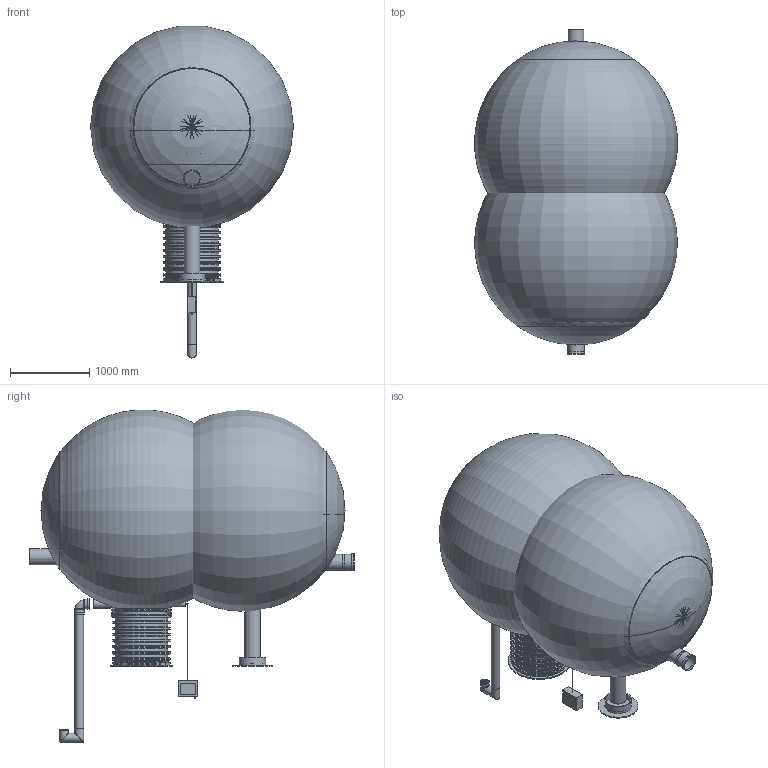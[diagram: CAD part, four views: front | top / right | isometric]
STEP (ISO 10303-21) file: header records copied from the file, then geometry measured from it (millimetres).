
FILE_DESCRIPTION(/* description */ ('Unknown'),/* implementation_level */ '2;1');
FILE_NAME(/* name */ 'II klassi eraldaja NS15',/* time_stamp */ '2023-04-11T13:55:10+03:00',/* author */ ('Unknown'),/* organization */ ('Unknown'),/* preprocessor_version */ 'ST-DEVELOPER v18.1',/* originating_system */ 'Solid Edge',/* authorisation */ 'Unknown');
FILE_SCHEMA (('AUTOMOTIVE_DESIGN {1 0 10303 214 3 1 1}'));
Length unit declared in the file: millimetre
Products named in the file (36): II klassi eraldaja NS15; 2269_ots1; 2269.002; 2269_ots2; Malmluuk_D600_(Ginmika); Malmluugi_korpus_D600_(Ginmika); Malmluugi_kaan_D600_(Ginmika); 2703.001; 2697.001 tihend teeninduskaevule 670_var2; 2693.001_var3; muhvots_200.pikem; Polv D200; D665 KP silinder 26.04.19; Ribi loikega; Ribi 1600; 2269.004; MuhvD200; 2269.005; Olikihi maht; 2269.007; Sette maht; muhvots_200; 2269.010; Kasulik maht_2269; Malmluuk 315; elektrikarp loikefotole; PE_vent_malm_L=1500; PVC_polv_110; PE venttoru DN100 L=1500; Rotoventiots; RoundTubing 110x6.6_oa_0; RoundTubing 63x4.7_oa_1; RoundTubing 25x2.3_oa_2; Ujuk_oa_3; Ujuk_oa_4; Ujuk_oa_5
Assembly tree (40 placements, depth 3):
  II klassi eraldaja NS15
    2269_ots1
    2269.002
    2269_ots2
    Malmluuk_D600_(Ginmika)
      Malmluugi_korpus_D600_(Ginmika)
      Malmluugi_kaan_D600_(Ginmika)
    2703.001
    2697.001 tihend teeninduskaevule 670_var2  x2
    2693.001_var3
    muhvots_200.pikem  x2
    Polv D200  x2
    D665 KP silinder 26.04.19
    Ribi loikega
    Ribi 1600  x3
    2269.004
    MuhvD200
    2269.005
    Olikihi maht
    2269.007
    Sette maht
    muhvots_200
    2269.010
    Kasulik maht_2269
    Malmluuk 315
    elektrikarp loikefotole
    PE_vent_malm_L=1500
      PVC_polv_110
      PE venttoru DN100 L=1500
      Rotoventiots
    RoundTubing 110x6.6_oa_0
    RoundTubing 63x4.7_oa_1
    RoundTubing 25x2.3_oa_2
    Ujuk_oa_3
    Ujuk_oa_4
    Ujuk_oa_5
Bounding box: 2555.64 x 4086 x 4182.25 mm (x, y, z)
Volume: 22576681484.5 mm3; surface area: 172123282.9 mm2
Topology: 40 solids, 41 shells, 762 faces, 1749 edges, 1140 vertices
Faces by surface type: plane 289, cylinder 253, torus 160, cone 30, bspline 26, sphere 4
Full cylindrical faces by diameter (mm): 6 x1, 8.5 x3, 10 x31, 20 x1, 20.4 x1, 25 x1, 53.6 x1, 63 x1, 96.8 x1, 100 x2, 103.2 x3, 105 x1, 110 x9, 120 x2, 130 x2, 184 x3, 190 x4, 200 x19, 205 x3, 208 x1, 212 x4, 215 x3, 217 x2, 230 x2, 233 x2, 315 x1, 335 x1, 500 x1, 595 x1, 600 x2
Entity records: 23561 total; most frequent: CARTESIAN_POINT 8420, DIRECTION 2988, ORIENTED_EDGE 2450, AXIS2_PLACEMENT_3D 1345, EDGE_CURVE 1225, FACE_BOUND 1152, EDGE_LOOP 1148, VERTEX_POINT 947
